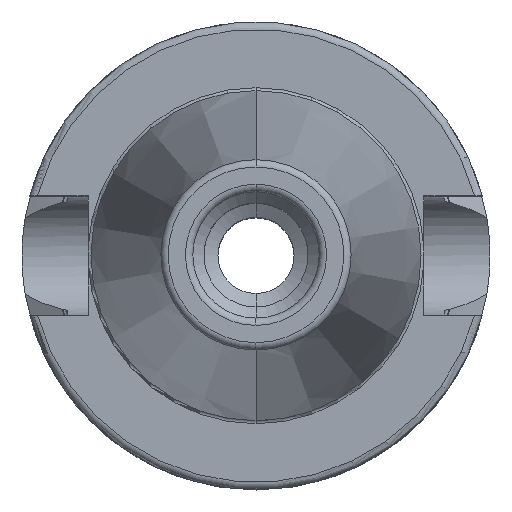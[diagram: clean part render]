
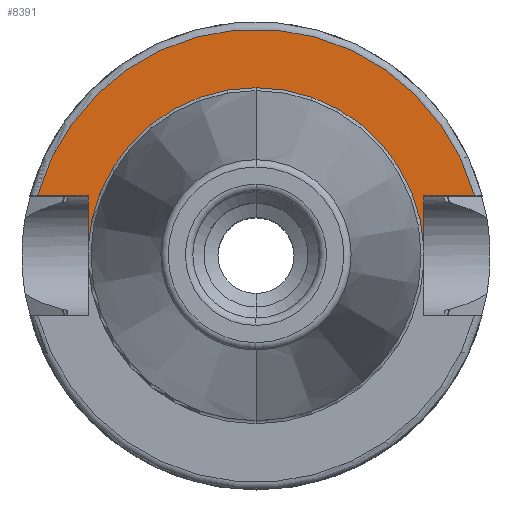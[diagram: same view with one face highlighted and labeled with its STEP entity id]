
A CAD part, top view. The second image highlights one B-rep face of the part: STEP entity #8391.
In plain terms, the highlighted planar face has unit normal (0, 0, 1).
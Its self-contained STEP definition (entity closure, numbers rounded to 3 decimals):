
#2442=DIRECTION('',(0,1,0));
#2443=VECTOR('',#2442,6.987);
#2444=CARTESIAN_POINT('',(-22.6,1.063,25));
#2445=LINE('',#2444,#2443);
#2446=DIRECTION('',(1,0,0));
#2447=VECTOR('',#2446,6.818);
#2448=CARTESIAN_POINT('',(-29.418,8.05,25));
#2449=LINE('',#2448,#2447);
#2450=DIRECTION('',(-1,0,0));
#2451=VECTOR('',#2450,6.818);
#2452=CARTESIAN_POINT('',(29.418,8.05,25));
#2453=LINE('',#2452,#2451);
#2454=DIRECTION('',(0,-1,0));
#2455=VECTOR('',#2454,6.987);
#2456=CARTESIAN_POINT('',(22.6,8.05,25));
#2457=LINE('',#2456,#2455);
#2464=CARTESIAN_POINT('',(0,0,25));
#2465=DIRECTION('',(0,0,1));
#2466=DIRECTION('',(0,1,0));
#2467=AXIS2_PLACEMENT_3D('',#2464,#2465,#2466);
#2495=CARTESIAN_POINT('',(0,0,25));
#2496=DIRECTION('',(0,0,-1));
#2497=DIRECTION('',(0,1,0));
#2498=AXIS2_PLACEMENT_3D('',#2495,#2496,#2497);
#2547=CARTESIAN_POINT('',(0,0,25));
#2548=DIRECTION('',(0,0,1));
#2549=DIRECTION('',(0.965,0.264,0));
#2550=AXIS2_PLACEMENT_3D('',#2547,#2548,#2549);
#3667=CARTESIAN_POINT('',(-22.6,1.063,25));
#3668=CARTESIAN_POINT('',(-22.6,8.05,25));
#3669=VERTEX_POINT('',#3667);
#3670=VERTEX_POINT('',#3668);
#3671=CARTESIAN_POINT('',(-29.418,8.05,25));
#3672=VERTEX_POINT('',#3671);
#3673=CARTESIAN_POINT('',(22.6,8.05,25));
#3674=CARTESIAN_POINT('',(22.6,1.063,25));
#3675=VERTEX_POINT('',#3673);
#3676=VERTEX_POINT('',#3674);
#3683=CARTESIAN_POINT('',(29.418,8.05,25));
#3684=VERTEX_POINT('',#3683);
#3731=CARTESIAN_POINT('',(0,22.625,25));
#3733=VERTEX_POINT('',#3731);
#8372=CARTESIAN_POINT('',(0,0,25));
#8373=DIRECTION('',(0,0,-1));
#8374=DIRECTION('',(0,-1,0));
#8375=AXIS2_PLACEMENT_3D('',#8372,#8373,#8374);
#8376=PLANE('',#8375);
#8377=ORIENTED_EDGE('',*,*,#8129,.T.);
#8378=ORIENTED_EDGE('',*,*,#8158,.F.);
#8380=ORIENTED_EDGE('',*,*,#8379,.F.);
#8382=ORIENTED_EDGE('',*,*,#8381,.T.);
#8384=ORIENTED_EDGE('',*,*,#8383,.T.);
#8386=ORIENTED_EDGE('',*,*,#8385,.F.);
#8388=ORIENTED_EDGE('',*,*,#8387,.T.);
#8389=EDGE_LOOP('',(#8377,#8378,#8380,#8382,#8384,#8386,#8388));
#8390=FACE_OUTER_BOUND('',#8389,.F.);
#8391=ADVANCED_FACE('',(#8390),#8376,.F.);
#2468=CIRCLE('',#2467,22.625);
#2499=CIRCLE('',#2498,22.625);
#2551=CIRCLE('',#2550,30.5);
#8129=EDGE_CURVE('',#3669,#3670,#2445,.T.);
#8158=EDGE_CURVE('',#3672,#3670,#2449,.T.);
#8379=EDGE_CURVE('',#3684,#3672,#2551,.T.);
#8381=EDGE_CURVE('',#3684,#3675,#2453,.T.);
#8383=EDGE_CURVE('',#3675,#3676,#2457,.T.);
#8385=EDGE_CURVE('',#3733,#3676,#2499,.T.);
#8387=EDGE_CURVE('',#3733,#3669,#2468,.T.);
